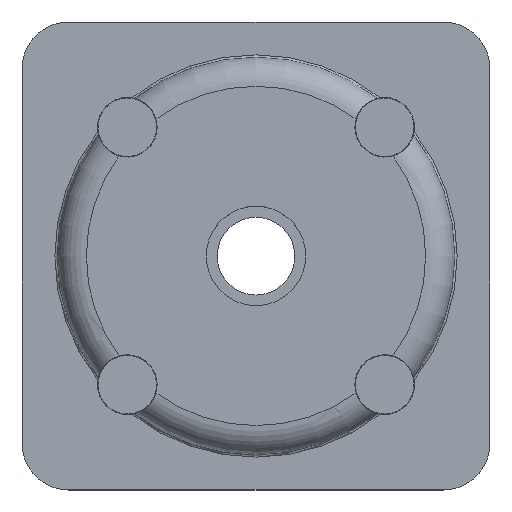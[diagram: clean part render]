
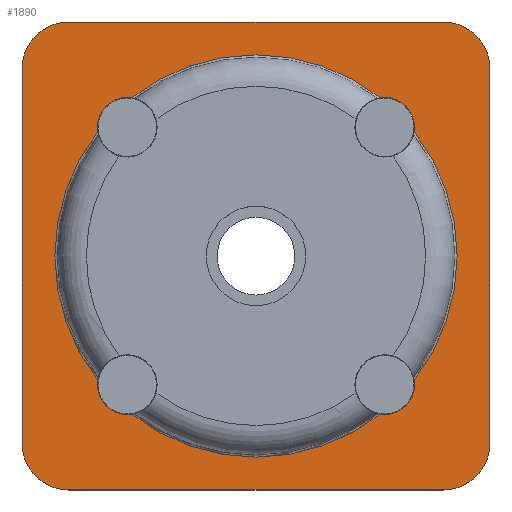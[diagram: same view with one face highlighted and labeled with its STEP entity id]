
A CAD part, top view. The second image highlights one B-rep face of the part: STEP entity #1890.
In plain terms, the highlighted planar face has unit normal (0, 0, 1).
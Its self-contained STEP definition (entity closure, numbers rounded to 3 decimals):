
#1200=CARTESIAN_POINT('',(10.619,13.521,18.0));
#1201=VERTEX_POINT('',#1200);
#1202=CARTESIAN_POINT('',(13.521,10.619,18.0));
#1203=VERTEX_POINT('',#1202);
#1204=CARTESIAN_POINT('',(11.0,11.0,18.0));
#1205=DIRECTION('',(0.0,0.0,-1.0));
#1206=DIRECTION('',(1.0,0.0,0.0));
#1207=AXIS2_PLACEMENT_3D('',#1204,#1205,#1206);
#1208=CIRCLE('',#1207,2.55);
#1209=EDGE_CURVE('',#1201,#1203,#1208,.T.);
#1296=CARTESIAN_POINT('',(13.521,-10.619,18.0));
#1297=VERTEX_POINT('',#1296);
#1356=CARTESIAN_POINT('',(10.619,-13.521,18.0));
#1357=VERTEX_POINT('',#1356);
#1373=CARTESIAN_POINT('',(11.,-11.,18.0));
#1374=DIRECTION('',(0.0,0.0,-1.0));
#1375=DIRECTION('',(0.0,-1.0,0.0));
#1376=AXIS2_PLACEMENT_3D('',#1373,#1374,#1375);
#1377=CIRCLE('',#1376,2.55);
#1378=EDGE_CURVE('',#1297,#1357,#1377,.T.);
#1396=CARTESIAN_POINT('',(-10.619,-13.521,18.0));
#1397=VERTEX_POINT('',#1396);
#1456=CARTESIAN_POINT('',(-13.521,-10.619,18.0));
#1457=VERTEX_POINT('',#1456);
#1473=CARTESIAN_POINT('',(-11.0,-11.0,18.0));
#1474=DIRECTION('',(0.0,0.0,-1.0));
#1475=DIRECTION('',(-1.0,0.0,0.0));
#1476=AXIS2_PLACEMENT_3D('',#1473,#1474,#1475);
#1477=CIRCLE('',#1476,2.55);
#1478=EDGE_CURVE('',#1397,#1457,#1477,.T.);
#1496=CARTESIAN_POINT('',(-13.521,10.619,18.0));
#1497=VERTEX_POINT('',#1496);
#1556=CARTESIAN_POINT('',(-10.619,13.521,18.0));
#1557=VERTEX_POINT('',#1556);
#1573=CARTESIAN_POINT('',(-11.0,11.0,18.0));
#1574=DIRECTION('',(0.0,0.0,-1.0));
#1575=DIRECTION('',(0.0,1.0,0.0));
#1576=AXIS2_PLACEMENT_3D('',#1573,#1574,#1575);
#1577=CIRCLE('',#1576,2.55);
#1578=EDGE_CURVE('',#1497,#1557,#1577,.T.);
#1700=CARTESIAN_POINT('',(0.0,0.0,18.0));
#1701=DIRECTION('',(0.0,0.0,1.0));
#1702=DIRECTION('',(-1.0,0.0,0.0));
#1703=AXIS2_PLACEMENT_3D('',#1700,#1701,#1702);
#1704=CIRCLE('',#1703,17.193);
#1705=EDGE_CURVE('',#1297,#1203,#1704,.T.);
#1720=CARTESIAN_POINT('',(0.0,0.0,18.0));
#1721=DIRECTION('',(0.0,0.0,1.0));
#1722=DIRECTION('',(-1.0,0.0,0.0));
#1723=AXIS2_PLACEMENT_3D('',#1720,#1721,#1722);
#1724=CIRCLE('',#1723,17.193);
#1725=EDGE_CURVE('',#1201,#1557,#1724,.T.);
#1738=CARTESIAN_POINT('',(0.0,0.0,18.0));
#1739=DIRECTION('',(0.0,0.0,1.0));
#1740=DIRECTION('',(-1.0,0.0,0.0));
#1741=AXIS2_PLACEMENT_3D('',#1738,#1739,#1740);
#1742=CIRCLE('',#1741,17.193);
#1743=EDGE_CURVE('',#1497,#1457,#1742,.T.);
#1765=CARTESIAN_POINT('',(-20.0,16.0,18.0));
#1766=VERTEX_POINT('',#1765);
#1767=CARTESIAN_POINT('',(-16.0,20.0,18.0));
#1768=VERTEX_POINT('',#1767);
#1769=CARTESIAN_POINT('',(-16.0,16.0,18.0));
#1770=DIRECTION('',(0.0,0.0,-1.0));
#1771=DIRECTION('',(-0.707,0.707,0.0));
#1772=AXIS2_PLACEMENT_3D('',#1769,#1770,#1771);
#1773=CIRCLE('',#1772,4.0);
#1774=EDGE_CURVE('',#1766,#1768,#1773,.T.);
#1798=CARTESIAN_POINT('',(16.0,20.0,18.0));
#1799=VERTEX_POINT('',#1798);
#1800=CARTESIAN_POINT('',(-16.0,20.0,18.0));
#1801=DIRECTION('',(1.0,0.0,0.0));
#1802=VECTOR('',#1801,32.0);
#1803=LINE('',#1800,#1802);
#1804=EDGE_CURVE('',#1768,#1799,#1803,.T.);
#1816=CARTESIAN_POINT('',(0.,0.,18.0));
#1817=DIRECTION('',(0.0,0.0,1.0));
#1818=DIRECTION('',(1.0,0.0,0.0));
#1819=AXIS2_PLACEMENT_3D('',#1816,#1817,#1818);
#1820=PLANE('',#1819);
#1821=ORIENTED_EDGE('',*,*,#1774,.F.);
#1822=CARTESIAN_POINT('',(-20.0,-16.0,18.0));
#1823=VERTEX_POINT('',#1822);
#1824=CARTESIAN_POINT('',(-20.0,-16.0,18.0));
#1825=DIRECTION('',(0.0,1.0,0.0));
#1826=VECTOR('',#1825,32.0);
#1827=LINE('',#1824,#1826);
#1828=EDGE_CURVE('',#1823,#1766,#1827,.T.);
#1829=ORIENTED_EDGE('',*,*,#1828,.F.);
#1830=CARTESIAN_POINT('',(-16.0,-20.0,18.0));
#1831=VERTEX_POINT('',#1830);
#1832=CARTESIAN_POINT('',(-16.0,-16.0,18.0));
#1833=DIRECTION('',(0.0,0.0,-1.0));
#1834=DIRECTION('',(-0.707,-0.707,0.0));
#1835=AXIS2_PLACEMENT_3D('',#1832,#1833,#1834);
#1836=CIRCLE('',#1835,4.0);
#1837=EDGE_CURVE('',#1831,#1823,#1836,.T.);
#1838=ORIENTED_EDGE('',*,*,#1837,.F.);
#1839=CARTESIAN_POINT('',(16.0,-20.0,18.0));
#1840=VERTEX_POINT('',#1839);
#1841=CARTESIAN_POINT('',(16.0,-20.0,18.0));
#1842=DIRECTION('',(-1.0,0.0,0.0));
#1843=VECTOR('',#1842,32.0);
#1844=LINE('',#1841,#1843);
#1845=EDGE_CURVE('',#1840,#1831,#1844,.T.);
#1846=ORIENTED_EDGE('',*,*,#1845,.F.);
#1847=CARTESIAN_POINT('',(20.0,-16.0,18.0));
#1848=VERTEX_POINT('',#1847);
#1849=CARTESIAN_POINT('',(16.0,-16.0,18.0));
#1850=DIRECTION('',(0.0,0.0,-1.0));
#1851=DIRECTION('',(0.707,-0.707,0.0));
#1852=AXIS2_PLACEMENT_3D('',#1849,#1850,#1851);
#1853=CIRCLE('',#1852,4.0);
#1854=EDGE_CURVE('',#1848,#1840,#1853,.T.);
#1855=ORIENTED_EDGE('',*,*,#1854,.F.);
#1856=CARTESIAN_POINT('',(20.0,16.0,18.0));
#1857=VERTEX_POINT('',#1856);
#1858=CARTESIAN_POINT('',(20.0,16.0,18.0));
#1859=DIRECTION('',(0.0,-1.0,0.0));
#1860=VECTOR('',#1859,32.0);
#1861=LINE('',#1858,#1860);
#1862=EDGE_CURVE('',#1857,#1848,#1861,.T.);
#1863=ORIENTED_EDGE('',*,*,#1862,.F.);
#1864=CARTESIAN_POINT('',(16.0,16.0,18.0));
#1865=DIRECTION('',(0.0,0.0,-1.0));
#1866=DIRECTION('',(0.707,0.707,0.0));
#1867=AXIS2_PLACEMENT_3D('',#1864,#1865,#1866);
#1868=CIRCLE('',#1867,4.0);
#1869=EDGE_CURVE('',#1799,#1857,#1868,.T.);
#1870=ORIENTED_EDGE('',*,*,#1869,.F.);
#1871=ORIENTED_EDGE('',*,*,#1804,.F.);
#1872=EDGE_LOOP('',(#1821,#1829,#1838,#1846,#1855,#1863,#1870,#1871));
#1873=FACE_OUTER_BOUND('',#1872,.T.);
#1874=ORIENTED_EDGE('',*,*,#1378,.T.);
#1875=CARTESIAN_POINT('',(0.0,0.0,18.0));
#1876=DIRECTION('',(0.0,0.0,1.0));
#1877=DIRECTION('',(-1.0,0.0,0.0));
#1878=AXIS2_PLACEMENT_3D('',#1875,#1876,#1877);
#1879=CIRCLE('',#1878,17.193);
#1880=EDGE_CURVE('',#1397,#1357,#1879,.T.);
#1881=ORIENTED_EDGE('',*,*,#1880,.F.);
#1882=ORIENTED_EDGE('',*,*,#1478,.T.);
#1883=ORIENTED_EDGE('',*,*,#1743,.F.);
#1884=ORIENTED_EDGE('',*,*,#1578,.T.);
#1885=ORIENTED_EDGE('',*,*,#1725,.F.);
#1886=ORIENTED_EDGE('',*,*,#1209,.T.);
#1887=ORIENTED_EDGE('',*,*,#1705,.F.);
#1888=EDGE_LOOP('',(#1874,#1881,#1882,#1883,#1884,#1885,#1886,#1887));
#1889=FACE_BOUND('',#1888,.T.);
#1890=ADVANCED_FACE('',(#1873,#1889),#1820,.T.);
